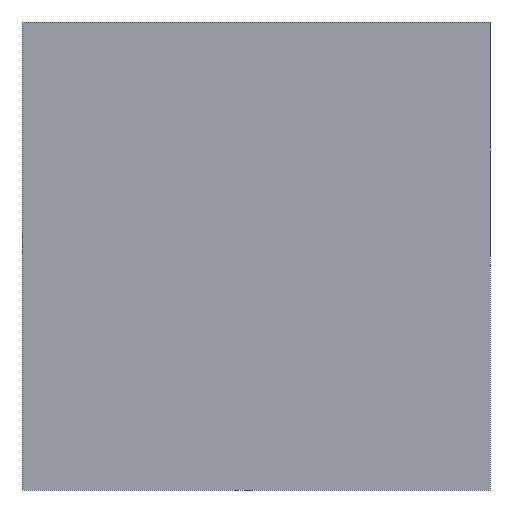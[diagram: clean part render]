
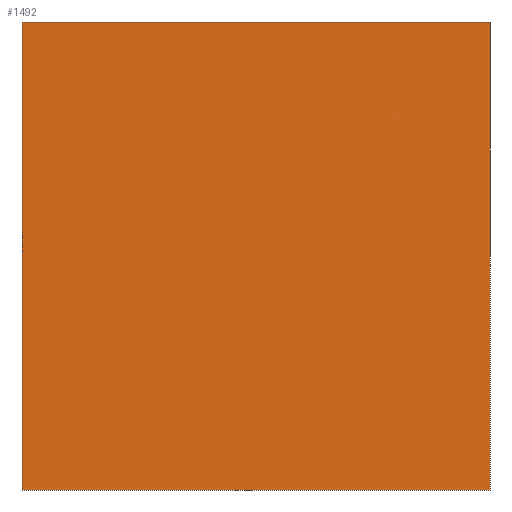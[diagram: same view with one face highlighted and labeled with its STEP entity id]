
A CAD part, front view. The second image highlights one B-rep face of the part: STEP entity #1492.
In plain terms, the highlighted planar face has unit normal (0, -1, 0).
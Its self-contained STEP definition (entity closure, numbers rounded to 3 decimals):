
#205=FACE_OUTER_BOUND('',#307,.T.);
#307=EDGE_LOOP('',(#1040,#1041,#1042,#1043));
#419=LINE('',#1978,#531);
#421=LINE('',#1982,#533);
#423=LINE('',#1986,#535);
#425=LINE('',#1989,#537);
#531=VECTOR('',#1704,10.);
#533=VECTOR('',#1708,10.);
#535=VECTOR('',#1712,10.);
#537=VECTOR('',#1716,10.);
#638=VERTEX_POINT('',#1975);
#639=VERTEX_POINT('',#1977);
#640=VERTEX_POINT('',#1981);
#641=VERTEX_POINT('',#1985);
#778=EDGE_CURVE('',#638,#639,#419,.T.);
#780=EDGE_CURVE('',#640,#639,#421,.T.);
#782=EDGE_CURVE('',#641,#640,#423,.T.);
#784=EDGE_CURVE('',#641,#638,#425,.T.);
#1040=ORIENTED_EDGE('',*,*,#784,.F.);
#1041=ORIENTED_EDGE('',*,*,#782,.T.);
#1042=ORIENTED_EDGE('',*,*,#780,.T.);
#1043=ORIENTED_EDGE('',*,*,#778,.F.);
#1445=PLANE('',#1609);
#1492=ADVANCED_FACE('',(#205),#1445,.F.);
#1609=AXIS2_PLACEMENT_3D('',#2273,#1727,#1728);
#1704=DIRECTION('',(1.,0.,0.));
#1708=DIRECTION('',(0.,0.,1.));
#1712=DIRECTION('',(1.,0.,0.));
#1716=DIRECTION('',(0.,0.,1.));
#1727=DIRECTION('center_axis',(0.,1.,0.));
#1728=DIRECTION('ref_axis',(0.,0.,1.));
#1975=CARTESIAN_POINT('',(-54.,1.,-4.));
#1977=CARTESIAN_POINT('',(31.,1.,-4.));
#1978=CARTESIAN_POINT('',(27.,1.,-4.));
#1981=CARTESIAN_POINT('',(31.,1.,-89.));
#1982=CARTESIAN_POINT('',(31.,1.,-8.));
#1985=CARTESIAN_POINT('',(-54.,1.,-89.));
#1986=CARTESIAN_POINT('',(27.,1.,-89.));
#1989=CARTESIAN_POINT('',(-54.,1.,-8.));
#2273=CARTESIAN_POINT('Origin',(-11.5,1.,-46.5));
